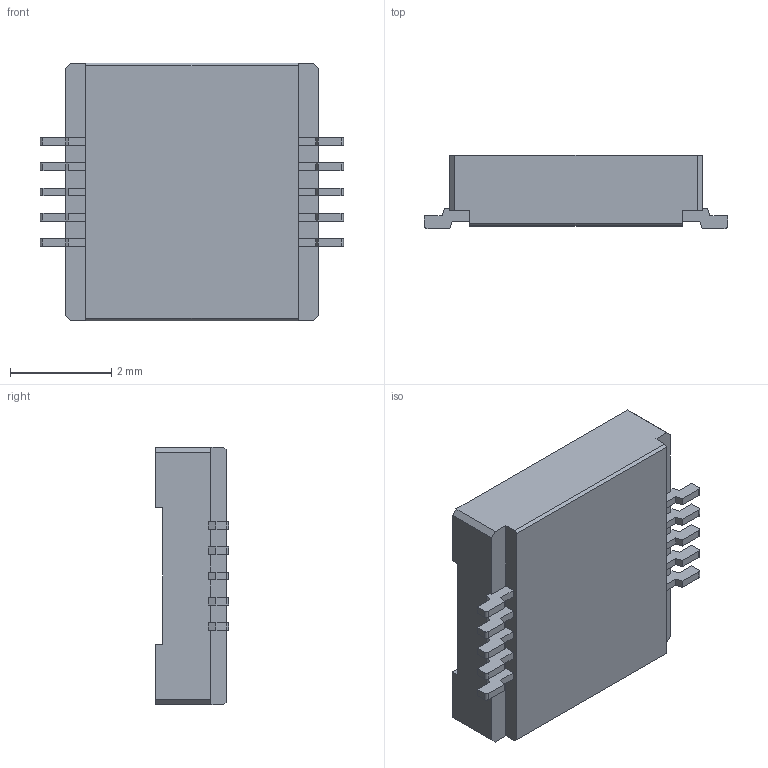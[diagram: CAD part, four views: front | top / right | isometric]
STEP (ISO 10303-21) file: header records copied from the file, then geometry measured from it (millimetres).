
FILE_DESCRIPTION(('CoCreate Modeling STEP Export'),'2;1');
FILE_NAME('DF23C-10DS-0.5V.stp','2014-02-26T11:07:35',(''),(''),'CoCreate Modeling STEP processor for AP214 (Solid Model)','CoCreate Modeling 17.0 01-Apr-2010 (C) Parametric Technology GmbH','');
FILE_SCHEMA(('AUTOMOTIVE_DESIGN { 1 0 10303 214 1 1 1 1 }'));
Length unit declared in the file: millimetre
Products named in the file (1): DF23C-DS-0.5V
Bounding box: 6 x 1.45 x 5.1 mm (x, y, z)
Volume: 24.4 mm3; surface area: 108.5 mm2
Topology: 1 solids, 1 shells, 143 faces, 420 edges, 280 vertices
Faces by surface type: plane 133, cylinder 10
Entity records: 4587 total; most frequent: ORIENTED_EDGE 840, CARTESIAN_POINT 819, DIRECTION 694, EDGE_CURVE 420, VECTOR 384, LINE 384, VERTEX_POINT 280, AXIS2_PLACEMENT_3D 155
